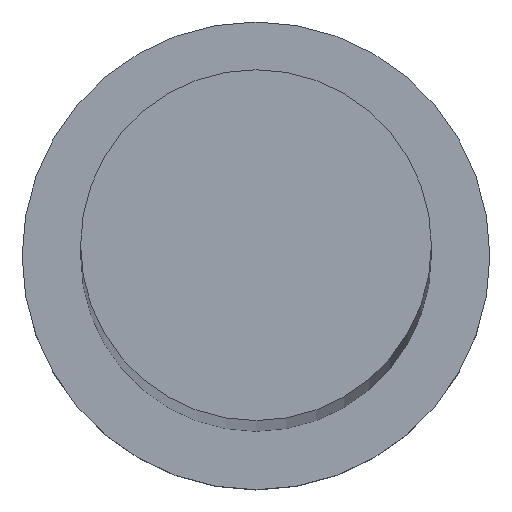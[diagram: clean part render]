
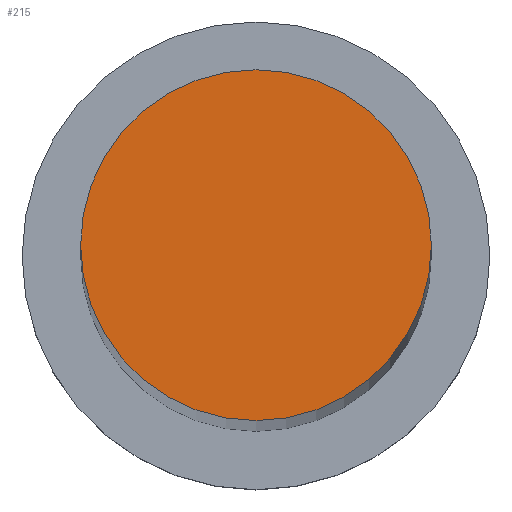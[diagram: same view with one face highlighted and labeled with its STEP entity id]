
A CAD part, top view. The second image highlights one B-rep face of the part: STEP entity #215.
In plain terms, the highlighted planar face has unit normal (0, 0, 1).
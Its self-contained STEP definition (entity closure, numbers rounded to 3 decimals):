
#18 = AXIS2_PLACEMENT_3D ( 'NONE', #30, #142, #227 ) ;
#23 = AXIS2_PLACEMENT_3D ( 'NONE', #31, #236, #66 ) ;
#30 = CARTESIAN_POINT ( 'NONE',  ( 0., 0., 322. ) ) ;
#31 = CARTESIAN_POINT ( 'NONE',  ( 0., 0., 322. ) ) ;
#44 = VERTEX_POINT ( 'NONE', #111 ) ;
#54 = FACE_OUTER_BOUND ( 'NONE', #110, .T. ) ;
#66 = DIRECTION ( 'NONE',  ( 1., 0., 0. ) ) ;
#88 = PLANE ( 'NONE',  #23 ) ;
#95 = DIRECTION ( 'NONE',  ( 1., 0., 0. ) ) ;
#102 = EDGE_CURVE ( 'NONE', #44, #222, #251, .T. ) ;
#110 = EDGE_LOOP ( 'NONE', ( #181, #239 ) ) ;
#111 = CARTESIAN_POINT ( 'NONE',  ( -9., 0., 322. ) ) ;
#137 = EDGE_CURVE ( 'NONE', #222, #44, #192, .T. ) ;
#142 = DIRECTION ( 'NONE',  ( 0., 0., 1. ) ) ;
#181 = ORIENTED_EDGE ( 'NONE', *, *, #102, .T. ) ;
#190 = DIRECTION ( 'NONE',  ( 0., 0., 1. ) ) ;
#192 = CIRCLE ( 'NONE', #211, 9. ) ;
#211 = AXIS2_PLACEMENT_3D ( 'NONE', #240, #190, #95 ) ;
#215 = ADVANCED_FACE ( 'NONE', ( #54 ), #88, .T. ) ;
#218 = CARTESIAN_POINT ( 'NONE',  ( 9., 0., 322. ) ) ;
#222 = VERTEX_POINT ( 'NONE', #218 ) ;
#227 = DIRECTION ( 'NONE',  ( 1., 0., 0. ) ) ;
#236 = DIRECTION ( 'NONE',  ( 0., 0., 1. ) ) ;
#239 = ORIENTED_EDGE ( 'NONE', *, *, #137, .T. ) ;
#240 = CARTESIAN_POINT ( 'NONE',  ( 0., 0., 322. ) ) ;
#251 = CIRCLE ( 'NONE', #18, 9. ) ;
